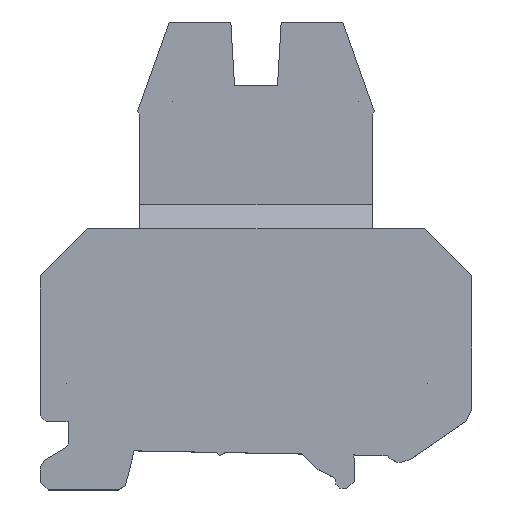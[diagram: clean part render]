
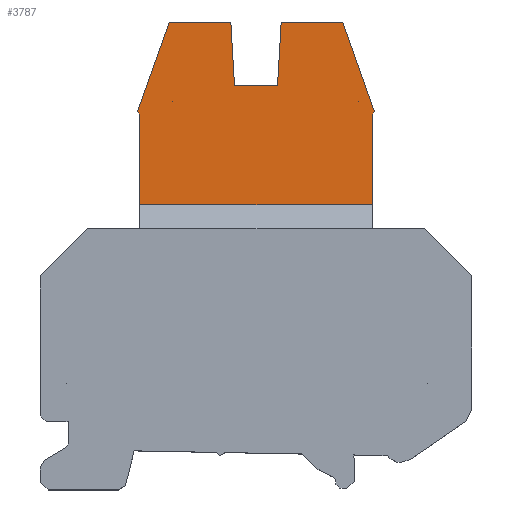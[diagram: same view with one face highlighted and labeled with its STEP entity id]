
A CAD part, top view. The second image highlights one B-rep face of the part: STEP entity #3787.
In plain terms, the highlighted free-form (B-spline) face has degree [1, 1] with [2, 2] control points.
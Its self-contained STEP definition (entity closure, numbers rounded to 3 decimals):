
#580=CARTESIAN_POINT('',(113.349,95.797,-2.598));
#581=VERTEX_POINT('',#580);
#589=CARTESIAN_POINT('',(113.349,95.797,-2.598));
#590=CARTESIAN_POINT('',(113.349,97.876,-2.598));
#591=CARTESIAN_POINT('',(111.549,96.837,-2.598));
#592=CARTESIAN_POINT('',(109.749,95.797,-2.598));
#593=CARTESIAN_POINT('',(111.549,94.758,-2.598));
#594=CARTESIAN_POINT('',(113.349,93.719,-2.598));
#595=CARTESIAN_POINT('',(113.349,95.797,-2.598));
#596=(BOUNDED_CURVE()B_SPLINE_CURVE(2,(#589,#590,#591,#592,#593,#594,#595),.CIRCULAR_ARC.,.T.,.U.)B_SPLINE_CURVE_WITH_KNOTS((3,2,2,3),(0.,0.333,0.667,1.),.UNSPECIFIED.)CURVE()GEOMETRIC_REPRESENTATION_ITEM()RATIONAL_B_SPLINE_CURVE((1.,0.5,1.,0.5,1.,0.5,1.))REPRESENTATION_ITEM(''));
#597=EDGE_CURVE('',#581,#581,#596,.T.);
#643=CARTESIAN_POINT('',(137.549,95.797,-2.598));
#644=VERTEX_POINT('',#643);
#652=CARTESIAN_POINT('',(137.549,95.797,-2.598));
#653=CARTESIAN_POINT('',(137.549,97.876,-2.598));
#654=CARTESIAN_POINT('',(135.749,96.837,-2.598));
#655=CARTESIAN_POINT('',(133.949,95.797,-2.598));
#656=CARTESIAN_POINT('',(135.749,94.758,-2.598));
#657=CARTESIAN_POINT('',(137.549,93.719,-2.598));
#658=CARTESIAN_POINT('',(137.549,95.797,-2.598));
#659=(BOUNDED_CURVE()B_SPLINE_CURVE(2,(#652,#653,#654,#655,#656,#657,#658),.CIRCULAR_ARC.,.T.,.U.)B_SPLINE_CURVE_WITH_KNOTS((3,2,2,3),(0.,0.333,0.667,1.),.UNSPECIFIED.)CURVE()GEOMETRIC_REPRESENTATION_ITEM()RATIONAL_B_SPLINE_CURVE((1.,0.5,1.,0.5,1.,0.5,1.))REPRESENTATION_ITEM(''));
#660=EDGE_CURVE('',#644,#644,#659,.T.);
#832=CARTESIAN_POINT('',(109.149,82.408,-2.598));
#833=VERTEX_POINT('',#832);
#841=CARTESIAN_POINT('',(139.349,82.408,-2.598));
#842=VERTEX_POINT('',#841);
#843=CARTESIAN_POINT('',(139.349,82.408,-2.598));
#844=CARTESIAN_POINT('',(109.149,82.408,-2.598));
#845=B_SPLINE_CURVE_WITH_KNOTS('',1,(#843,#844),.POLYLINE_FORM.,.F.,.U.,(2,2),(0.,1.),.UNSPECIFIED.);
#846=EDGE_CURVE('',#842,#833,#845,.T.);
#906=CARTESIAN_POINT('',(139.651,94.609,-2.598));
#907=VERTEX_POINT('',#906);
#913=CARTESIAN_POINT('',(139.564,94.416,-2.598));
#914=VERTEX_POINT('',#913);
#915=CARTESIAN_POINT('',(139.651,94.609,-2.598));
#916=CARTESIAN_POINT('',(139.644,94.496,-2.598));
#917=CARTESIAN_POINT('',(139.564,94.416,-2.598));
#918=(BOUNDED_CURVE()B_SPLINE_CURVE(2,(#915,#916,#917),.CIRCULAR_ARC.,.F.,.U.)B_SPLINE_CURVE_WITH_KNOTS((3,3),(0.364,1.),.UNSPECIFIED.)CURVE()GEOMETRIC_REPRESENTATION_ITEM()RATIONAL_B_SPLINE_CURVE((0.928,0.9,1.))REPRESENTATION_ITEM(''));
#919=EDGE_CURVE('',#907,#914,#918,.T.);
#1578=CARTESIAN_POINT('',(109.149,94.2,-2.598));
#1579=VERTEX_POINT('',#1578);
#1580=CARTESIAN_POINT('',(109.149,94.2,-2.598));
#1581=CARTESIAN_POINT('',(109.149,82.408,-2.598));
#1582=B_SPLINE_CURVE_WITH_KNOTS('',1,(#1580,#1581),.POLYLINE_FORM.,.F.,.U.,(2,2),(0.,1.),.UNSPECIFIED.);
#1583=EDGE_CURVE('',#1579,#833,#1582,.T.);
#1629=CARTESIAN_POINT('',(139.349,94.2,-2.598));
#1630=VERTEX_POINT('',#1629);
#1631=CARTESIAN_POINT('',(139.349,82.408,-2.598));
#1632=CARTESIAN_POINT('',(139.349,94.2,-2.598));
#1633=B_SPLINE_CURVE_WITH_KNOTS('',1,(#1631,#1632),.POLYLINE_FORM.,.F.,.U.,(2,2),(0.,1.),.UNSPECIFIED.);
#1634=EDGE_CURVE('',#842,#1630,#1633,.T.);
#1687=CARTESIAN_POINT('',(121.449,97.958,-2.598));
#1688=VERTEX_POINT('',#1687);
#1695=CARTESIAN_POINT('',(127.049,97.958,-2.598));
#1696=VERTEX_POINT('',#1695);
#1697=CARTESIAN_POINT('',(121.449,97.957,-2.598));
#1698=CARTESIAN_POINT('',(127.049,97.957,-2.598));
#1699=B_SPLINE_CURVE_WITH_KNOTS('',1,(#1697,#1698),.POLYLINE_FORM.,.F.,.U.,(2,2),(0.686,0.713),.UNSPECIFIED.);
#1700=EDGE_CURVE('',#1688,#1696,#1699,.T.);
#3169=CARTESIAN_POINT('',(139.349,94.2,-2.598));
#3170=CARTESIAN_POINT('',(139.564,94.416,-2.598));
#3171=B_SPLINE_CURVE_WITH_KNOTS('',1,(#3169,#3170),.POLYLINE_FORM.,.F.,.U.,(2,2),(0.,1.),.UNSPECIFIED.);
#3172=EDGE_CURVE('',#1630,#914,#3171,.T.);
#3191=CARTESIAN_POINT('',(108.818,94.53,-2.598));
#3192=VERTEX_POINT('',#3191);
#3193=CARTESIAN_POINT('',(109.149,94.2,-2.598));
#3194=CARTESIAN_POINT('',(108.818,94.53,-2.598));
#3195=B_SPLINE_CURVE_WITH_KNOTS('',1,(#3193,#3194),.POLYLINE_FORM.,.F.,.U.,(2,2),(0.,1.),.UNSPECIFIED.);
#3196=EDGE_CURVE('',#1579,#3192,#3195,.T.);
#3221=CARTESIAN_POINT('',(135.542,106.197,-2.598));
#3222=VERTEX_POINT('',#3221);
#3229=CARTESIAN_POINT('',(127.524,106.197,-2.598));
#3230=VERTEX_POINT('',#3229);
#3236=CARTESIAN_POINT('',(135.542,106.197,-2.598));
#3237=CARTESIAN_POINT('',(127.524,106.197,-2.598));
#3238=B_SPLINE_CURVE_WITH_KNOTS('',1,(#3236,#3237),.POLYLINE_FORM.,.F.,.U.,(2,2),(0.,1.),.UNSPECIFIED.);
#3239=EDGE_CURVE('',#3222,#3230,#3238,.T.);
#3253=CARTESIAN_POINT('',(127.049,97.958,-2.598));
#3254=CARTESIAN_POINT('',(127.524,106.197,-2.598));
#3255=B_SPLINE_CURVE_WITH_KNOTS('',1,(#3253,#3254),.POLYLINE_FORM.,.F.,.U.,(2,2),(0.,1.),.UNSPECIFIED.);
#3256=EDGE_CURVE('',#1696,#3230,#3255,.T.);
#3273=CARTESIAN_POINT('',(120.973,106.197,-2.598));
#3274=VERTEX_POINT('',#3273);
#3280=CARTESIAN_POINT('',(121.449,97.958,-2.598));
#3281=CARTESIAN_POINT('',(120.973,106.197,-2.598));
#3282=B_SPLINE_CURVE_WITH_KNOTS('',1,(#3280,#3281),.POLYLINE_FORM.,.F.,.U.,(2,2),(0.,1.),.UNSPECIFIED.);
#3283=EDGE_CURVE('',#1688,#3274,#3282,.T.);
#3293=CARTESIAN_POINT('',(112.955,106.197,-2.598));
#3294=VERTEX_POINT('',#3293);
#3300=CARTESIAN_POINT('',(112.955,106.197,-2.598));
#3301=CARTESIAN_POINT('',(120.973,106.197,-2.598));
#3302=B_SPLINE_CURVE_WITH_KNOTS('',1,(#3300,#3301),.POLYLINE_FORM.,.F.,.U.,(2,2),(0.,1.),.UNSPECIFIED.);
#3303=EDGE_CURVE('',#3294,#3274,#3302,.T.);
#3753=CARTESIAN_POINT('',(5185.036,-4951.094,-2.598));
#3754=CARTESIAN_POINT('',(-4635.959,-4951.094,-2.598));
#3755=CARTESIAN_POINT('',(5185.036,4868.86,-2.598));
#3756=CARTESIAN_POINT('',(-4635.959,4868.86,-2.598));
#3757=B_SPLINE_SURFACE_WITH_KNOTS('',1,1,((#3753,#3754),(#3755,#3756)),.PLANE_SURF.,.F.,.F.,.U.,(2,2),(2,2),(0.,1.),(0.,1.),.UNSPECIFIED.);
#3758=ORIENTED_EDGE('',*,*,#1700,.F.);
#3759=ORIENTED_EDGE('',*,*,#3283,.T.);
#3760=ORIENTED_EDGE('',*,*,#3303,.F.);
#3761=CARTESIAN_POINT('',(108.818,94.53,-2.598));
#3762=CARTESIAN_POINT('',(112.955,106.197,-2.598));
#3763=B_SPLINE_CURVE_WITH_KNOTS('',1,(#3761,#3762),.POLYLINE_FORM.,.F.,.U.,(2,2),(0.,1.),.UNSPECIFIED.);
#3764=EDGE_CURVE('',#3192,#3294,#3763,.T.);
#3765=ORIENTED_EDGE('',*,*,#3764,.F.);
#3766=ORIENTED_EDGE('',*,*,#3196,.F.);
#3767=ORIENTED_EDGE('',*,*,#1583,.T.);
#3768=ORIENTED_EDGE('',*,*,#846,.F.);
#3769=ORIENTED_EDGE('',*,*,#1634,.T.);
#3770=ORIENTED_EDGE('',*,*,#3172,.T.);
#3771=ORIENTED_EDGE('',*,*,#919,.F.);
#3772=CARTESIAN_POINT('',(139.651,94.609,-2.598));
#3773=CARTESIAN_POINT('',(135.542,106.197,-2.598));
#3774=B_SPLINE_CURVE_WITH_KNOTS('',1,(#3772,#3773),.POLYLINE_FORM.,.F.,.U.,(2,2),(0.,1.),.UNSPECIFIED.);
#3775=EDGE_CURVE('',#907,#3222,#3774,.T.);
#3776=ORIENTED_EDGE('',*,*,#3775,.T.);
#3777=ORIENTED_EDGE('',*,*,#3239,.T.);
#3778=ORIENTED_EDGE('',*,*,#3256,.F.);
#3779=EDGE_LOOP('',(#3758,#3759,#3760,#3765,#3766,#3767,#3768,#3769,#3770,#3771,#3776,#3777,#3778));
#3780=FACE_OUTER_BOUND('',#3779,.T.);
#3781=ORIENTED_EDGE('',*,*,#660,.F.);
#3782=EDGE_LOOP('',(#3781));
#3783=FACE_BOUND('',#3782,.T.);
#3784=ORIENTED_EDGE('',*,*,#597,.F.);
#3785=EDGE_LOOP('',(#3784));
#3786=FACE_BOUND('',#3785,.T.);
#3787=ADVANCED_FACE('',(#3780,#3783,#3786),#3757,.T.);
